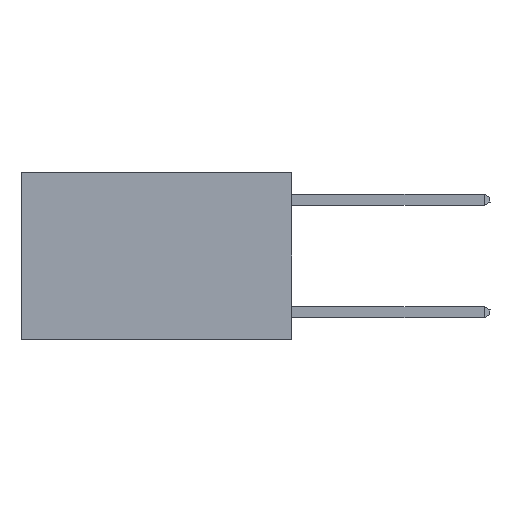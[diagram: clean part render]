
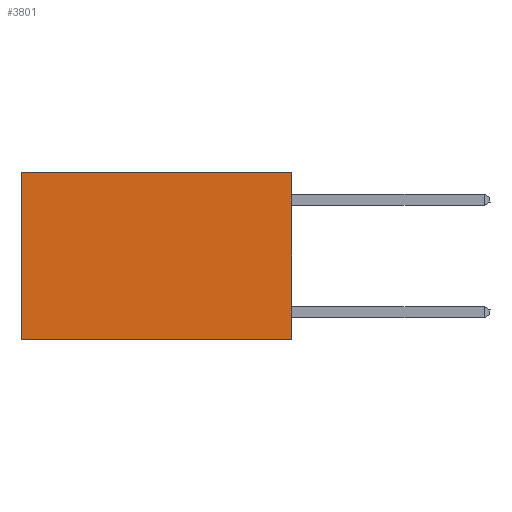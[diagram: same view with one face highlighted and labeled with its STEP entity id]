
A CAD part, left-side view. The second image highlights one B-rep face of the part: STEP entity #3801.
In plain terms, the highlighted planar face has unit normal (-1, 0, 0).
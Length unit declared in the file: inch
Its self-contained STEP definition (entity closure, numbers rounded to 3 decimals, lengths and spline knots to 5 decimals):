
#116 = CARTESIAN_POINT ( 'NONE',  ( 0.2625, 0., -0.37 ) ) ;
#1927 = FACE_OUTER_BOUND ( 'NONE', #19740, .T. ) ;
#3035 = CARTESIAN_POINT ( 'NONE',  ( 0.2625, 0., -0.37 ) ) ;
#3243 = LINE ( 'NONE', #20528, #4994 ) ;
#3801 = ADVANCED_FACE ( 'NONE', ( #1927 ), #20134, .F. ) ;
#4797 = AXIS2_PLACEMENT_3D ( 'NONE', #18215, #5291, #18287 ) ;
#4994 = VECTOR ( 'NONE', #22425, 39.37008 ) ;
#5291 = DIRECTION ( 'NONE',  ( 1., 0., 0. ) ) ;
#5942 = CARTESIAN_POINT ( 'NONE',  ( 0.2625, 0., 0. ) ) ;
#6298 = DIRECTION ( 'NONE',  ( 0., 0., -1. ) ) ;
#6981 = ORIENTED_EDGE ( 'NONE', *, *, #17236, .T. ) ;
#8598 = DIRECTION ( 'NONE',  ( 0., 1., 0. ) ) ;
#8603 = ORIENTED_EDGE ( 'NONE', *, *, #10357, .F. ) ;
#8818 = VERTEX_POINT ( 'NONE', #14128 ) ;
#9359 = VECTOR ( 'NONE', #8598, 39.37008 ) ;
#10207 = CARTESIAN_POINT ( 'NONE',  ( 0.2625, 0.6, 0. ) ) ;
#10357 = EDGE_CURVE ( 'NONE', #21454, #8818, #22452, .T. ) ;
#14128 = CARTESIAN_POINT ( 'NONE',  ( 0.2625, 0.6, -0.37 ) ) ;
#15593 = ORIENTED_EDGE ( 'NONE', *, *, #17717, .T. ) ;
#16311 = LINE ( 'NONE', #5942, #18614 ) ;
#17236 = EDGE_CURVE ( 'NONE', #21276, #8818, #20677, .T. ) ;
#17374 = EDGE_CURVE ( 'NONE', #17871, #21454, #3243, .T. ) ;
#17717 = EDGE_CURVE ( 'NONE', #17871, #21276, #16311, .T. ) ;
#17871 = VERTEX_POINT ( 'NONE', #20648 ) ;
#18215 = CARTESIAN_POINT ( 'NONE',  ( 0.2625, 0., 0. ) ) ;
#18287 = DIRECTION ( 'NONE',  ( 0., 0., -1. ) ) ;
#18614 = VECTOR ( 'NONE', #20770, 39.37008 ) ;
#19258 = VECTOR ( 'NONE', #6298, 39.37008 ) ;
#19740 = EDGE_LOOP ( 'NONE', ( #6981, #8603, #21269, #15593 ) ) ;
#20134 = PLANE ( 'NONE',  #4797 ) ;
#20528 = CARTESIAN_POINT ( 'NONE',  ( 0.2625, 0., 0. ) ) ;
#20648 = CARTESIAN_POINT ( 'NONE',  ( 0.2625, 0., 0. ) ) ;
#20677 = LINE ( 'NONE', #20877, #19258 ) ;
#20770 = DIRECTION ( 'NONE',  ( 0., 1., 0. ) ) ;
#20877 = CARTESIAN_POINT ( 'NONE',  ( 0.2625, 0.6, 0. ) ) ;
#21269 = ORIENTED_EDGE ( 'NONE', *, *, #17374, .F. ) ;
#21276 = VERTEX_POINT ( 'NONE', #10207 ) ;
#21454 = VERTEX_POINT ( 'NONE', #116 ) ;
#22425 = DIRECTION ( 'NONE',  ( 0., 0., -1. ) ) ;
#22452 = LINE ( 'NONE', #3035, #9359 ) ;
